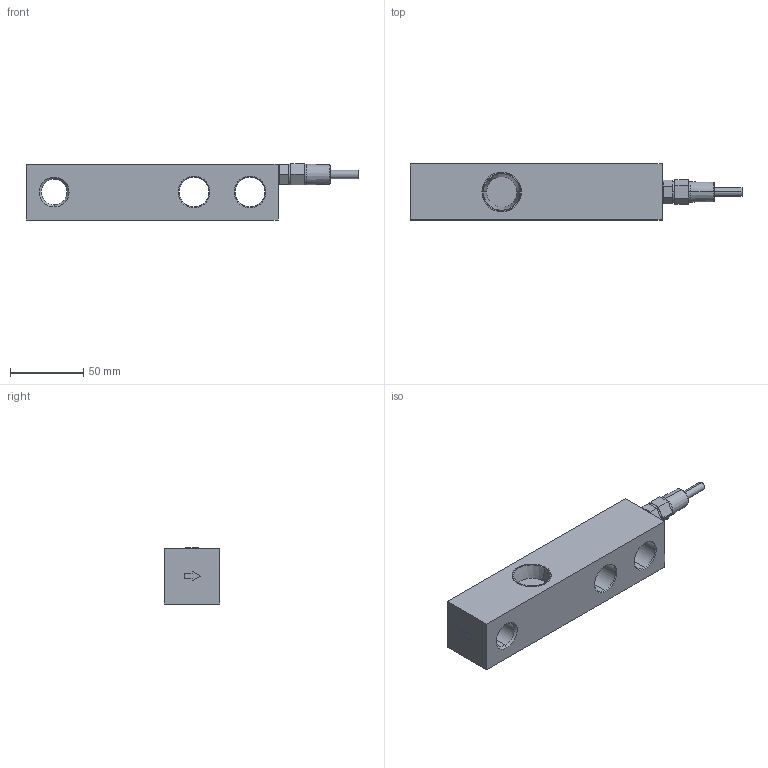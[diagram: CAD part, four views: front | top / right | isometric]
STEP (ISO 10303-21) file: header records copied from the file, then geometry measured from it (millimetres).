
FILE_DESCRIPTION (( 'STEP AP214' ), '1' );
FILE_NAME ('XA4-C-5K to 10K X1 (STEP).STEP', '2022-06-13T18:28:04', ( '' ), ( '' ), 'SwSTEP 2.0', 'SolidWorks 2021', '' );
FILE_SCHEMA (( 'AUTOMOTIVE_DESIGN' ));
Length unit declared in the file: inch
Products named in the file (1): XA4-C-5K to 10K X1 (STEP)
Bounding box: 226.03 x 38.1 x 38.13 mm (x, y, z)
Volume: 211432.1 mm3; surface area: 38499.1 mm2
Topology: 2 solids, 2 shells, 96 faces, 211 edges, 130 vertices
Faces by surface type: plane 44, cylinder 26, cone 26
Entity records: 2943 total; most frequent: DIRECTION 479, CARTESIAN_POINT 466, ORIENTED_EDGE 422, EDGE_CURVE 211, AXIS2_PLACEMENT_3D 179, VERTEX_POINT 130, VECTOR 121, LINE 121
